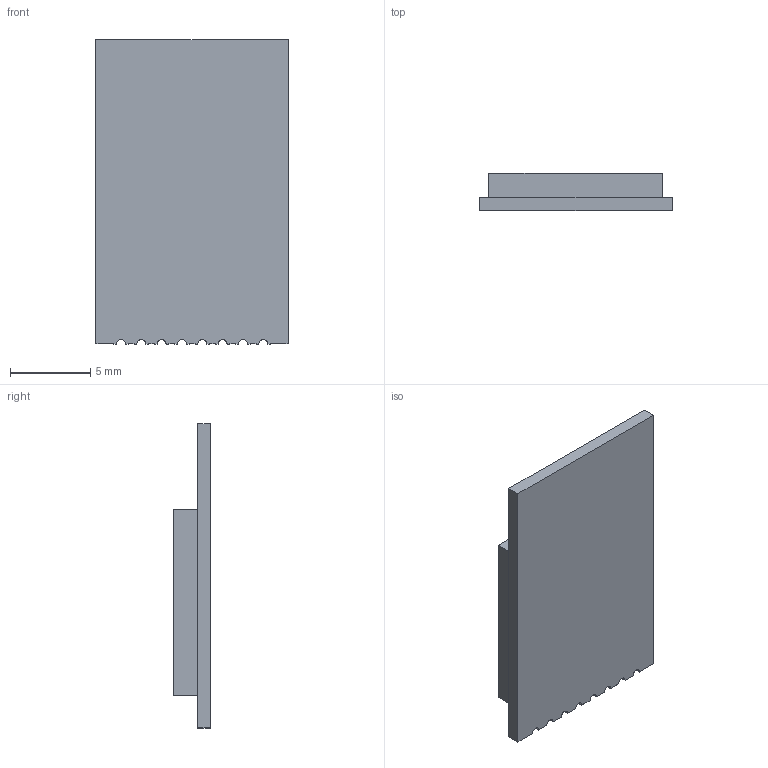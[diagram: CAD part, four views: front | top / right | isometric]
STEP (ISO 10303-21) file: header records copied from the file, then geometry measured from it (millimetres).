
FILE_DESCRIPTION(/* description */ (''),/* implementation_level */ '2;1');
FILE_NAME(/* name */ 'NRF24.step',/* time_stamp */ '2020-07-08T03:48:19+02:00',/* author */ (''),/* organization */ (''),/* preprocessor_version */ 'ST-DEVELOPER v18.1',/* originating_system */ 'Autodesk Translation Framework v9.3.0.1241',/* authorisation */ '');
FILE_SCHEMA (('AUTOMOTIVE_DESIGN { 1 0 10303 214 3 1 1 }'));
Length unit declared in the file: millimetre
Products named in the file (1): NRF24
Bounding box: 12 x 2.3 x 19.01 mm (x, y, z)
Volume: 370.9 mm3; surface area: 574.4 mm2
Topology: 1 solids, 1 shells, 136 faces, 399 edges, 266 vertices
Faces by surface type: plane 128, cylinder 8
Entity records: 4513 total; most frequent: CARTESIAN_POINT 802, ORIENTED_EDGE 798, DIRECTION 689, EDGE_CURVE 399, LINE 383, VECTOR 383, VERTEX_POINT 266, AXIS2_PLACEMENT_3D 153
